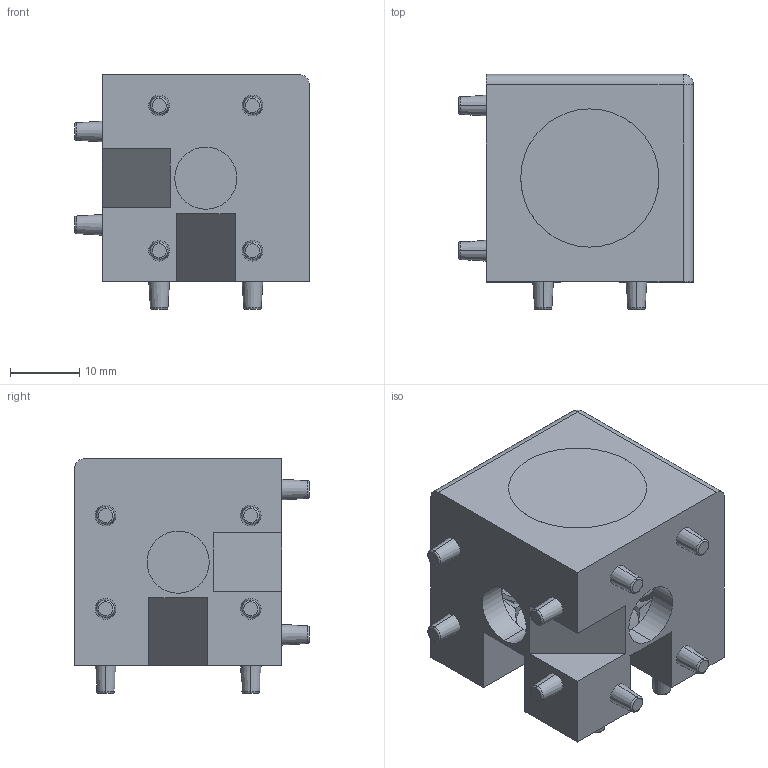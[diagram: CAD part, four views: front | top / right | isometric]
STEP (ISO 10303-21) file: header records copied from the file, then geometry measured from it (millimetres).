
FILE_DESCRIPTION (( 'STEP AP214' ), '1' );
FILE_NAME ('SNSD.30.52.93. 3-õ ñòîðîííèé êóáè÷åñêèé ñîåäèíèòåëü 30õ30_D, ïàç 8(S165).STEP', '2015-08-17T13:42:50', ( 'user' ), ( '' ), 'SwSTEP 2.0', 'SolidWorks 2014', '' );
FILE_SCHEMA (( 'AUTOMOTIVE_DESIGN' ));
Length unit declared in the file: millimetre
Products named in the file (7): SNSD.30.51.58. 3-õ ñòîðîííèé ñîåäèíèòåëü 45õ45, ïàç 10(E51)S165_00; SNSD.30.51.58. 青汶篪赅(E51)S165; SNSD.30.51.58. 3-õ ñòîðîííèé ñîåäèíèòåëü 45õ45, ïàç 10(E51)S165; SNSD.30.52.93. 3-õ ñòîðîííèé êóáè÷åñêèé ñîåäèíèòåëü 30õ30_D, ïàç 8(S165); SNSD.30.51.58. 青汶篪赅(E51)S165_00
Assembly tree (4 placements, depth 2):
  SNSD.30.51.58. 青汶篪赅(E51)S165
  SNSD.30.51.58. 青汶篪赅(E51)S165
  SNSD.30.51.58. 青汶篪赅(E51)S165
  SNSD.30.51.58. 3-õ ñòîðîííèé ñîåäèíèòåëü 45õ45, ïàç 10(E51)S165
  SNSD.30.52.93. 3-õ ñòîðîííèé êóáè÷åñêèé ñîåäèíèòåëü 30õ30_D, ïàç 8(S165)
    SNSD.30.51.58. 3-õ ñòîðîííèé ñîåäèíèòåëü 45õ45, ïàç 10(E51)S165_00
    SNSD.30.51.58. 青汶篪赅(E51)S165_00  x3
Bounding box: 34 x 34 x 34 mm (x, y, z)
Volume: 16154.7 mm3; surface area: 10596.1 mm2
Topology: 4 solids, 4 shells, 202 faces, 474 edges, 293 vertices
Faces by surface type: plane 69, cone 60, cylinder 48, torus 24, sphere 1
Entity records: 4442 total; most frequent: CARTESIAN_POINT 847, DIRECTION 789, ORIENTED_EDGE 682, EDGE_CURVE 341, AXIS2_PLACEMENT_3D 329, VERTEX_POINT 207, EDGE_LOOP 172, CIRCLE 171
